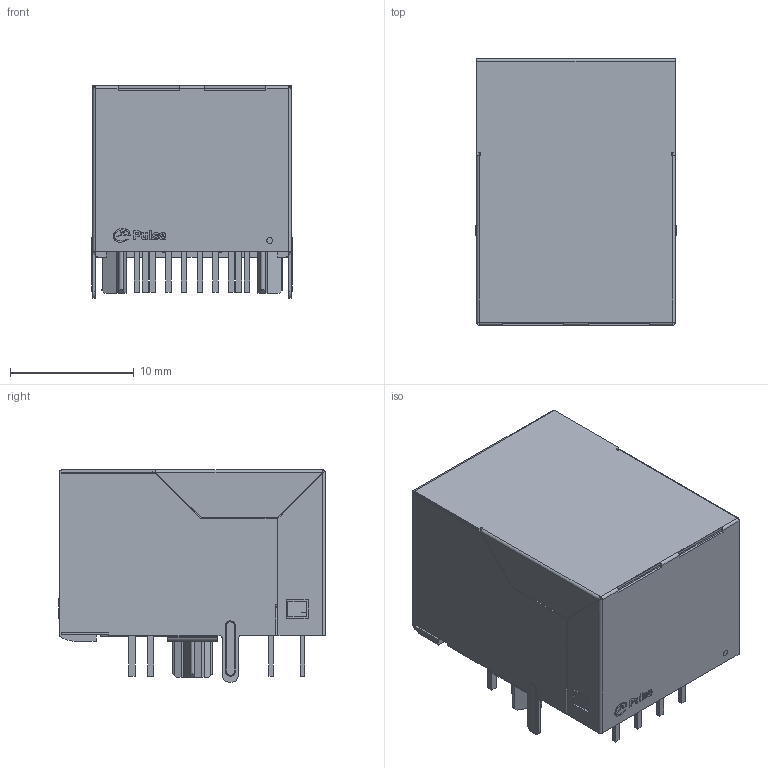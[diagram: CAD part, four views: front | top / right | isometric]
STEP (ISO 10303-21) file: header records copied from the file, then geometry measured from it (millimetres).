
FILE_DESCRIPTION(/* description */ (''),/* implementation_level */ '2;1');
FILE_NAME(/* name */ '2.stp',/* time_stamp */ '2021-05-06T11:40:50+02:00',/* author */ ('k'),/* organization */ (''),/* preprocessor_version */ 'ST-DEVELOPER v15.6',/* originating_system */ 'Autodesk Inventor 2015',/* authorisation */ '');
FILE_SCHEMA (('AUTOMOTIVE_DESIGN { 1 0 10303 214 3 1 1 }'));
Products named in the file (11): 1; 2; 3; 4; 5; J00-0045NL_3D; 6; 11; Pulse Logo
Bounding box: 16.23 x 21.58 x 17.14 mm (x, y, z)
Volume: 1830.1 mm3; surface area: 6061.3 mm2
Topology: 45 solids, 45 shells, 739 faces, 1933 edges, 1263 vertices
Faces by surface type: plane 592, cylinder 89, bspline 58
Full cylindrical faces by diameter (mm): 0.473 x1
Entity records: 21403 total; most frequent: CARTESIAN_POINT 4670, ORIENTED_EDGE 3528, DIRECTION 3119, EDGE_CURVE 1764, LINE 1495, VECTOR 1495, VERTEX_POINT 1151, AXIS2_PLACEMENT_3D 812
